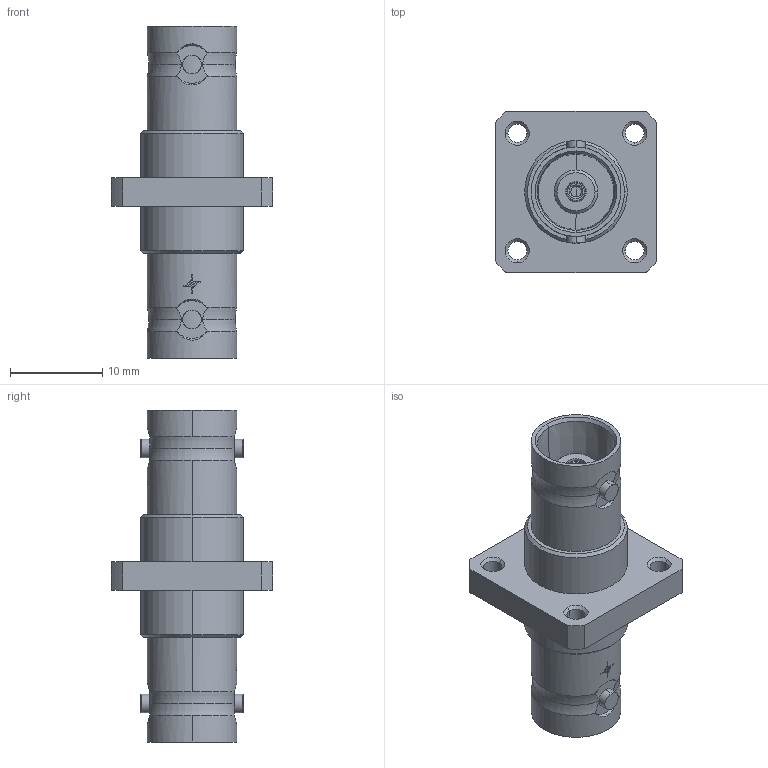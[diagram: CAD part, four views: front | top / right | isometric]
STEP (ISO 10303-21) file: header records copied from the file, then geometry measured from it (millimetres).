
FILE_DESCRIPTION (( 'STEP AP214' ), '1' );
FILE_NAME ('J01004A1231.STEP', '2011-11-04T14:35:18', ( 'markiewicz' ), ( '' ), 'SwSTEP 2.0', 'SolidWorks 2011', '' );
FILE_SCHEMA (( 'AUTOMOTIVE_DESIGN' ));
Length unit declared in the file: millimetre
Products named in the file (1): J01004A1231
Bounding box: 17.5 x 17.5 x 35.9 mm (x, y, z)
Volume: 2979.9 mm3; surface area: 2377.8 mm2
Topology: 1 solids, 2 shells, 244 faces, 608 edges, 388 vertices
Faces by surface type: plane 89, cylinder 76, cone 67, torus 12
Entity records: 10517 total; most frequent: CARTESIAN_POINT 2347, ORIENTED_EDGE 1208, DIRECTION 1097, EDGE_CURVE 604, AXIS2_PLACEMENT_3D 432, VERTEX_POINT 388, EDGE_LOOP 276, FACE_OUTER_BOUND 244
